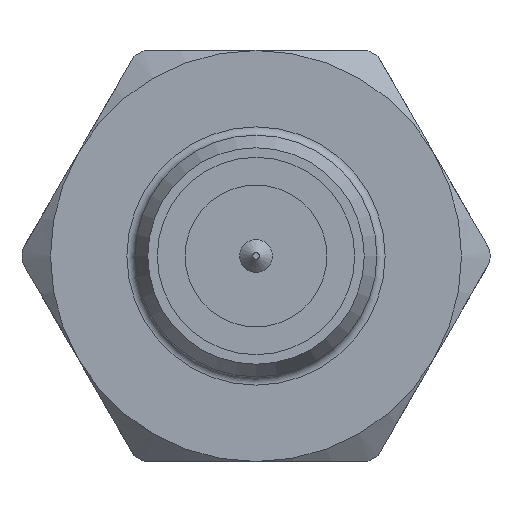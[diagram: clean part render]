
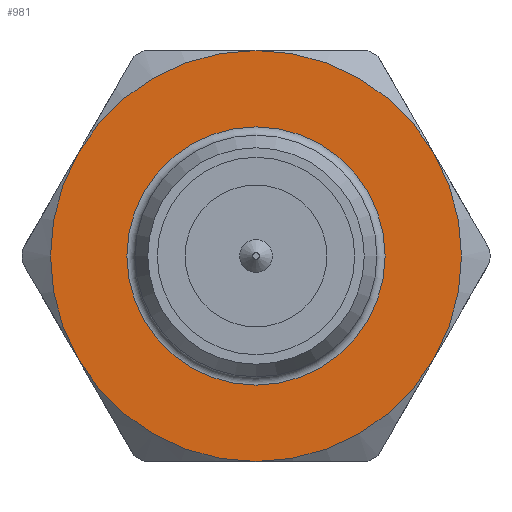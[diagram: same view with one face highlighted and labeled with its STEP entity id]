
A CAD part, left-side view. The second image highlights one B-rep face of the part: STEP entity #981.
In plain terms, the highlighted planar face has unit normal (-1, 0, 0).
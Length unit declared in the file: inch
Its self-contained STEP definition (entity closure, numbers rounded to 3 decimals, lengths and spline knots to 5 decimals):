
#70 = DIRECTION ( 'NONE',  ( -1., 0., 0. ) ) ;
#73 = CARTESIAN_POINT ( 'NONE',  ( 0.29465, 0., 0.07852 ) ) ;
#81 = ORIENTED_EDGE ( 'NONE', *, *, #396, .T. ) ;
#92 = VERTEX_POINT ( 'NONE', #73 ) ;
#180 = DIRECTION ( 'NONE',  ( -1., 0., 0. ) ) ;
#197 = DIRECTION ( 'NONE',  ( 0., 0., 1. ) ) ;
#199 = CARTESIAN_POINT ( 'NONE',  ( 0.29465, 0., 0. ) ) ;
#287 = EDGE_LOOP ( 'NONE', ( #936, #700, #602, #81, #1580, #920 ) ) ;
#324 = DIRECTION ( 'NONE',  ( -1., 0., 0. ) ) ;
#333 = CARTESIAN_POINT ( 'NONE',  ( 0.29465, 0., 0. ) ) ;
#336 = CARTESIAN_POINT ( 'NONE',  ( 0.29465, 0., 0. ) ) ;
#349 = CARTESIAN_POINT ( 'NONE',  ( 0.29465, 0., 0. ) ) ;
#371 = CIRCLE ( 'NONE', #1652, 0.07852 ) ;
#378 = CARTESIAN_POINT ( 'NONE',  ( 0.29465, 0., -0.125 ) ) ;
#388 = DIRECTION ( 'NONE',  ( 0., 0., 1. ) ) ;
#396 = EDGE_CURVE ( 'NONE', #1623, #1199, #561, .T. ) ;
#436 = AXIS2_PLACEMENT_3D ( 'NONE', #720, #70, #197 ) ;
#467 = DIRECTION ( 'NONE',  ( -1., 0., 0. ) ) ;
#540 = CARTESIAN_POINT ( 'NONE',  ( 0.29465, 0., 0. ) ) ;
#561 = CIRCLE ( 'NONE', #786, 0.125 ) ;
#602 = ORIENTED_EDGE ( 'NONE', *, *, #1420, .T. ) ;
#620 = AXIS2_PLACEMENT_3D ( 'NONE', #199, #1611, #1094 ) ;
#664 = CARTESIAN_POINT ( 'NONE',  ( 0.29465, -0.10825, -0.0625 ) ) ;
#667 = CIRCLE ( 'NONE', #752, 0.125 ) ;
#690 = EDGE_CURVE ( 'NONE', #92, #92, #371, .T. ) ;
#691 = DIRECTION ( 'NONE',  ( 0., 0., 1. ) ) ;
#700 = ORIENTED_EDGE ( 'NONE', *, *, #1307, .T. ) ;
#720 = CARTESIAN_POINT ( 'NONE',  ( 0.29465, 0., 0. ) ) ;
#752 = AXIS2_PLACEMENT_3D ( 'NONE', #333, #467, #691 ) ;
#774 = DIRECTION ( 'NONE',  ( 0., 0., 1. ) ) ;
#786 = AXIS2_PLACEMENT_3D ( 'NONE', #540, #1445, #1437 ) ;
#802 = VERTEX_POINT ( 'NONE', #907 ) ;
#834 = AXIS2_PLACEMENT_3D ( 'NONE', #349, #324, #1619 ) ;
#907 = CARTESIAN_POINT ( 'NONE',  ( 0.29465, 0., 0.125 ) ) ;
#920 = ORIENTED_EDGE ( 'NONE', *, *, #949, .T. ) ;
#928 = CIRCLE ( 'NONE', #1349, 0.125 ) ;
#936 = ORIENTED_EDGE ( 'NONE', *, *, #1461, .T. ) ;
#949 = EDGE_CURVE ( 'NONE', #1246, #1473, #667, .T. ) ;
#972 = PLANE ( 'NONE',  #620 ) ;
#974 = CIRCLE ( 'NONE', #834, 0.125 ) ;
#981 = ADVANCED_FACE ( 'NONE', ( #1589, #1114 ), #972, .T. ) ;
#1001 = EDGE_CURVE ( 'NONE', #1199, #1246, #974, .T. ) ;
#1006 = DIRECTION ( 'NONE',  ( 1., 0., 0. ) ) ;
#1083 = ORIENTED_EDGE ( 'NONE', *, *, #690, .T. ) ;
#1094 = DIRECTION ( 'NONE',  ( 0., 0., 1. ) ) ;
#1114 = FACE_OUTER_BOUND ( 'NONE', #287, .T. ) ;
#1133 = CARTESIAN_POINT ( 'NONE',  ( 0.29465, 0.10825, 0.0625 ) ) ;
#1163 = CIRCLE ( 'NONE', #436, 0.125 ) ;
#1198 = DIRECTION ( 'NONE',  ( 0., 0., 1. ) ) ;
#1199 = VERTEX_POINT ( 'NONE', #378 ) ;
#1213 = EDGE_LOOP ( 'NONE', ( #1083 ) ) ;
#1246 = VERTEX_POINT ( 'NONE', #664 ) ;
#1307 = EDGE_CURVE ( 'NONE', #802, #1587, #1588, .T. ) ;
#1317 = CARTESIAN_POINT ( 'NONE',  ( 0.29465, 0., 0. ) ) ;
#1319 = AXIS2_PLACEMENT_3D ( 'NONE', #1568, #1401, #774 ) ;
#1346 = CARTESIAN_POINT ( 'NONE',  ( 0.29465, -0.10825, 0.0625 ) ) ;
#1349 = AXIS2_PLACEMENT_3D ( 'NONE', #1317, #180, #1198 ) ;
#1401 = DIRECTION ( 'NONE',  ( -1., 0., 0. ) ) ;
#1420 = EDGE_CURVE ( 'NONE', #1587, #1623, #1163, .T. ) ;
#1437 = DIRECTION ( 'NONE',  ( 0., 0., 1. ) ) ;
#1445 = DIRECTION ( 'NONE',  ( -1., 0., 0. ) ) ;
#1461 = EDGE_CURVE ( 'NONE', #1473, #802, #928, .T. ) ;
#1473 = VERTEX_POINT ( 'NONE', #1346 ) ;
#1551 = CARTESIAN_POINT ( 'NONE',  ( 0.29465, 0.10825, -0.0625 ) ) ;
#1568 = CARTESIAN_POINT ( 'NONE',  ( 0.29465, 0., 0. ) ) ;
#1580 = ORIENTED_EDGE ( 'NONE', *, *, #1001, .T. ) ;
#1587 = VERTEX_POINT ( 'NONE', #1133 ) ;
#1588 = CIRCLE ( 'NONE', #1319, 0.125 ) ;
#1589 = FACE_BOUND ( 'NONE', #1213, .T. ) ;
#1611 = DIRECTION ( 'NONE',  ( -1., 0., 0. ) ) ;
#1619 = DIRECTION ( 'NONE',  ( 0., 0., 1. ) ) ;
#1623 = VERTEX_POINT ( 'NONE', #1551 ) ;
#1652 = AXIS2_PLACEMENT_3D ( 'NONE', #336, #1006, #388 ) ;
